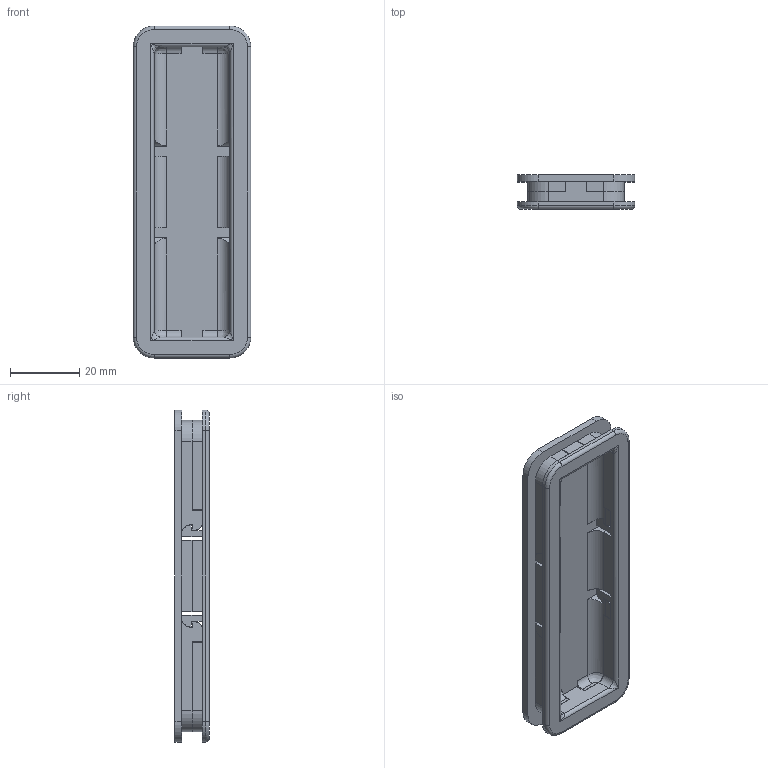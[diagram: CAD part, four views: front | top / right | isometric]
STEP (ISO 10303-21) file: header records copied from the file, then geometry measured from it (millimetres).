
FILE_DESCRIPTION(/* description */ (''),/* implementation_level */ '2;1');
FILE_NAME(/* name */ 'whole.stp',/* time_stamp */ '2022-11-13T18:26:28-05:00',/* author */ ('shrey'),/* organization */ (''),/* preprocessor_version */ 'ST-DEVELOPER v19',/* originating_system */ 'Autodesk Inventor 2023',/* authorisation */ '');
FILE_SCHEMA (('AUTOMOTIVE_DESIGN { 1 0 10303 214 3 1 1 }'));
Length unit declared in the file: millimetre
Products named in the file (1): top
Bounding box: 33.9 x 9.91 x 95.7 mm (x, y, z)
Volume: 13214 mm3; surface area: 13125.9 mm2
Topology: 2 solids, 2 shells, 178 faces, 484 edges, 312 vertices
Faces by surface type: plane 112, cylinder 54, bspline 8, torus 4
Entity records: 5783 total; most frequent: CARTESIAN_POINT 1204, ORIENTED_EDGE 960, DIRECTION 930, EDGE_CURVE 480, LINE 356, VECTOR 356, VERTEX_POINT 312, AXIS2_PLACEMENT_3D 287
